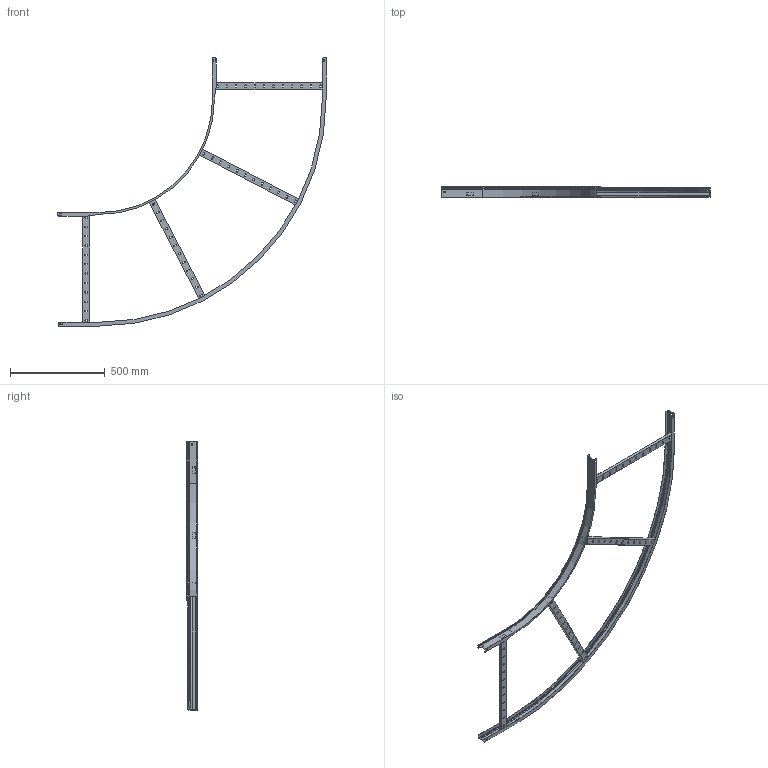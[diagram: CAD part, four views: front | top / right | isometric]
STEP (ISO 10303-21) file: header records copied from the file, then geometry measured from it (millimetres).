
FILE_DESCRIPTION (( 'STEP AP214' ), '1' );
FILE_NAME ('EAPG05-4--04.STEP', '2021-03-08T15:43:49', ( '' ), ( '' ), 'SwSTEP 2.0', 'SolidWorks 2017', '' );
FILE_SCHEMA (( 'AUTOMOTIVE_DESIGN' ));
Length unit declared in the file: millimetre
Products named in the file (4): EAPG05-4--04; ÊÈÂÀ 195.06.01 Ëîíæåðîí áàçîâûé-00_-00; 嗜吕 195.06.02 祟礞屦铐 铗忮蝽-00_-04; ÊÈÂÀ 095.00.03 Ïëàíêà ïîïåðå÷íàÿ-00_-05
Assembly tree (6 placements, depth 2):
  EAPG05-4--04
    ÊÈÂÀ 195.06.01 Ëîíæåðîí áàçîâûé-00_-00
    ÊÈÂÀ 095.00.03 Ïëàíêà ïîïåðå÷íàÿ-00_-05  x4
    嗜吕 195.06.02 祟礞屦铐 铗忮蝽-00_-04
Bounding box: 1417.6 x 55 x 1417 mm (x, y, z)
Volume: 623239.2 mm3; surface area: 1057096.6 mm2
Topology: 6 solids, 6 shells, 530 faces, 1414 edges, 896 vertices
Faces by surface type: plane 352, cylinder 152, torus 18, cone 8
Entity records: 8814 total; most frequent: DIRECTION 1522, CARTESIAN_POINT 1475, ORIENTED_EDGE 1460, EDGE_CURVE 730, VECTOR 548, LINE 548, AXIS2_PLACEMENT_3D 487, VERTEX_POINT 440
